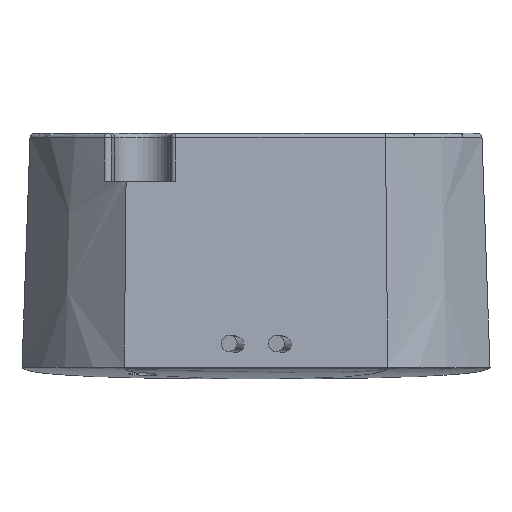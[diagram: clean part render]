
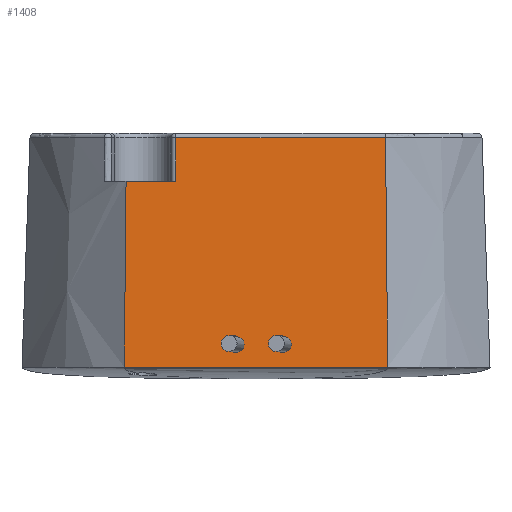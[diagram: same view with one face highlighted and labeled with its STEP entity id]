
A CAD part, front view. The second image highlights one B-rep face of the part: STEP entity #1408.
In plain terms, the highlighted planar face has unit normal (0, -0.999, 0.035).
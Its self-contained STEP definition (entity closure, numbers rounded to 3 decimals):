
#62 = EDGE_LOOP ( 'NONE', ( #1653, #2583 ) ) ;
#69 = CARTESIAN_POINT ( 'NONE',  ( 13.701, -23.153, 24.267 ) ) ;
#194 = CARTESIAN_POINT ( 'NONE',  ( 2.5, -23.913, 2.498 ) ) ;
#218 = CARTESIAN_POINT ( 'NONE',  ( -2.5, -23.883, 3.348 ) ) ;
#223 = CARTESIAN_POINT ( 'NONE',  ( -2.5, -23.913, 2.498 ) ) ;
#241 = DIRECTION ( 'NONE',  ( 0., -0.035, -0.999 ) ) ;
#245 = EDGE_LOOP ( 'NONE', ( #2499, #516, #775, #2589, #2160, #1050 ) ) ;
#359 = VERTEX_POINT ( 'NONE', #2143 ) ;
#378 = CARTESIAN_POINT ( 'NONE',  ( 13.931, -23.314, 19.65 ) ) ;
#419 = CARTESIAN_POINT ( 'NONE',  ( -13.745, -23.314, 19.65 ) ) ;
#427 = CARTESIAN_POINT ( 'NONE',  ( -2.5, -23.942, 1.649 ) ) ;
#486 = CARTESIAN_POINT ( 'NONE',  ( -2.5, -23.913, 2.498 ) ) ;
#499 = FACE_OUTER_BOUND ( 'NONE', #245, .T. ) ;
#516 = ORIENTED_EDGE ( 'NONE', *, *, #764, .T. ) ;
#528 = LINE ( 'NONE', #2236, #2646 ) ;
#568 = CARTESIAN_POINT ( 'NONE',  ( 13.855, -23.718, 8.089 ) ) ;
#587 = VERTEX_POINT ( 'NONE', #218 ) ;
#619 = VECTOR ( 'NONE', #2272, 1000. ) ;
#707 = PLANE ( 'NONE',  #2568 ) ;
#715 = DIRECTION ( 'NONE',  ( 0., -0.035, -0.999 ) ) ;
#736 = VERTEX_POINT ( 'NONE', #2259 ) ;
#738 = ORIENTED_EDGE ( 'NONE', *, *, #2126, .F. ) ;
#747 = EDGE_CURVE ( 'NONE', #736, #359, #3074, .T. ) ;
#764 = EDGE_CURVE ( 'NONE', #1834, #1838, #2871, .T. ) ;
#775 = ORIENTED_EDGE ( 'NONE', *, *, #2992, .T. ) ;
#805 = EDGE_CURVE ( 'NONE', #2770, #1543, #2530, .T. ) ;
#851 = CARTESIAN_POINT ( 'NONE',  ( -9., -23.153, 24.267 ) ) ;
#881 = VECTOR ( 'NONE', #2295, 1000. ) ;
#901 = DIRECTION ( 'NONE',  ( 0., -0.999, 0.035 ) ) ;
#932 = CARTESIAN_POINT ( 'NONE',  ( -13.869, -23.771, 6.55 ) ) ;
#942 = AXIS2_PLACEMENT_3D ( 'NONE', #194, #901, #2357 ) ;
#953 = CARTESIAN_POINT ( 'NONE',  ( 13.931, -24., 0. ) ) ;
#973 = CARTESIAN_POINT ( 'NONE',  ( 2.5, -23.942, 1.649 ) ) ;
#976 = EDGE_CURVE ( 'NONE', #2195, #587, #2569, .T. ) ;
#1050 = ORIENTED_EDGE ( 'NONE', *, *, #747, .T. ) ;
#1053 = CARTESIAN_POINT ( 'NONE',  ( 13.778, -23.435, 16.178 ) ) ;
#1073 = EDGE_LOOP ( 'NONE', ( #2625, #738 ) ) ;
#1099 = DIRECTION ( 'NONE',  ( 0., -0.035, -0.999 ) ) ;
#1146 = FACE_BOUND ( 'NONE', #62, .T. ) ;
#1200 = EDGE_CURVE ( 'NONE', #1834, #359, #2394, .T. ) ;
#1408 = ADVANCED_FACE ( 'NONE', ( #3069, #1146, #499 ), #707, .T. ) ;
#1434 = CARTESIAN_POINT ( 'NONE',  ( -13.745, -23.314, 19.65 ) ) ;
#1527 = AXIS2_PLACEMENT_3D ( 'NONE', #486, #3137, #241 ) ;
#1543 = VERTEX_POINT ( 'NONE', #1816 ) ;
#1550 = CARTESIAN_POINT ( 'NONE',  ( 13.931, -24., 0. ) ) ;
#1596 = DIRECTION ( 'NONE',  ( 0., -0.999, 0.035 ) ) ;
#1653 = ORIENTED_EDGE ( 'NONE', *, *, #976, .F. ) ;
#1691 = CARTESIAN_POINT ( 'NONE',  ( 13.701, -23.153, 24.267 ) ) ;
#1702 = CIRCLE ( 'NONE', #2232, 0.85 ) ;
#1711 = VECTOR ( 'NONE', #2788, 1000. ) ;
#1716 = VERTEX_POINT ( 'NONE', #3021 ) ;
#1735 = DIRECTION ( 'NONE',  ( 0., -0.999, 0.035 ) ) ;
#1800 = EDGE_CURVE ( 'NONE', #587, #2195, #1702, .T. ) ;
#1816 = CARTESIAN_POINT ( 'NONE',  ( 2.5, -23.883, 3.348 ) ) ;
#1834 = VERTEX_POINT ( 'NONE', #1691 ) ;
#1838 = VERTEX_POINT ( 'NONE', #2898 ) ;
#1979 = DIRECTION ( 'NONE',  ( 0., -0.035, -0.999 ) ) ;
#2009 = AXIS2_PLACEMENT_3D ( 'NONE', #2531, #1596, #1099 ) ;
#2066 = CARTESIAN_POINT ( 'NONE',  ( 13.931, -24., 0. ) ) ;
#2092 = CARTESIAN_POINT ( 'NONE',  ( -13.931, -24., 0. ) ) ;
#2108 = EDGE_CURVE ( 'NONE', #2660, #736, #2551, .T. ) ;
#2110 = LINE ( 'NONE', #378, #881 ) ;
#2126 = EDGE_CURVE ( 'NONE', #1543, #2770, #3097, .T. ) ;
#2143 = CARTESIAN_POINT ( 'NONE',  ( 13.931, -24., 0. ) ) ;
#2160 = ORIENTED_EDGE ( 'NONE', *, *, #2108, .T. ) ;
#2195 = VERTEX_POINT ( 'NONE', #427 ) ;
#2214 = DIRECTION ( 'NONE',  ( 0., -0.035, -0.999 ) ) ;
#2232 = AXIS2_PLACEMENT_3D ( 'NONE', #223, #2396, #715 ) ;
#2236 = CARTESIAN_POINT ( 'NONE',  ( -8.5, -24., 0. ) ) ;
#2259 = CARTESIAN_POINT ( 'NONE',  ( -13.931, -24., 0. ) ) ;
#2272 = DIRECTION ( 'NONE',  ( -1., 0., 0. ) ) ;
#2295 = DIRECTION ( 'NONE',  ( 1., 0., 0. ) ) ;
#2357 = DIRECTION ( 'NONE',  ( 0., -0.035, -0.999 ) ) ;
#2394 = B_SPLINE_CURVE_WITH_KNOTS ( 'NONE', 3,
 ( #69, #1053, #568, #1550 ),
 .UNSPECIFIED., .F., .F.,
 ( 4, 4 ),
 ( 0., 0.025 ),
 .UNSPECIFIED. ) ;
#2396 = DIRECTION ( 'NONE',  ( 0., -0.999, 0.035 ) ) ;
#2499 = ORIENTED_EDGE ( 'NONE', *, *, #1200, .F. ) ;
#2530 = CIRCLE ( 'NONE', #2009, 0.85 ) ;
#2531 = CARTESIAN_POINT ( 'NONE',  ( 2.5, -23.913, 2.498 ) ) ;
#2551 = B_SPLINE_CURVE_WITH_KNOTS ( 'NONE', 3,
 ( #419, #2579, #932, #2092 ),
 .UNSPECIFIED., .F., .F.,
 ( 4, 4 ),
 ( 0.005, 0.025 ),
 .UNSPECIFIED. ) ;
#2568 = AXIS2_PLACEMENT_3D ( 'NONE', #953, #1735, #1979 ) ;
#2569 = CIRCLE ( 'NONE', #1527, 0.85 ) ;
#2579 = CARTESIAN_POINT ( 'NONE',  ( -13.807, -23.543, 13.1 ) ) ;
#2583 = ORIENTED_EDGE ( 'NONE', *, *, #1800, .F. ) ;
#2589 = ORIENTED_EDGE ( 'NONE', *, *, #3078, .F. ) ;
#2625 = ORIENTED_EDGE ( 'NONE', *, *, #805, .F. ) ;
#2646 = VECTOR ( 'NONE', #2214, 1000. ) ;
#2660 = VERTEX_POINT ( 'NONE', #1434 ) ;
#2770 = VERTEX_POINT ( 'NONE', #973 ) ;
#2788 = DIRECTION ( 'NONE',  ( 1., 0., 0. ) ) ;
#2871 = LINE ( 'NONE', #851, #619 ) ;
#2898 = CARTESIAN_POINT ( 'NONE',  ( -8.5, -23.153, 24.267 ) ) ;
#2992 = EDGE_CURVE ( 'NONE', #1838, #1716, #528, .T. ) ;
#3021 = CARTESIAN_POINT ( 'NONE',  ( -8.5, -23.314, 19.65 ) ) ;
#3069 = FACE_BOUND ( 'NONE', #1073, .T. ) ;
#3074 = LINE ( 'NONE', #2066, #1711 ) ;
#3078 = EDGE_CURVE ( 'NONE', #2660, #1716, #2110, .T. ) ;
#3097 = CIRCLE ( 'NONE', #942, 0.85 ) ;
#3137 = DIRECTION ( 'NONE',  ( 0., -0.999, 0.035 ) ) ;
